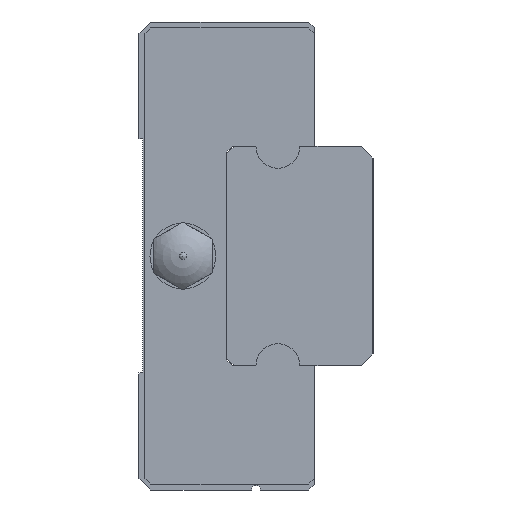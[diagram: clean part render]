
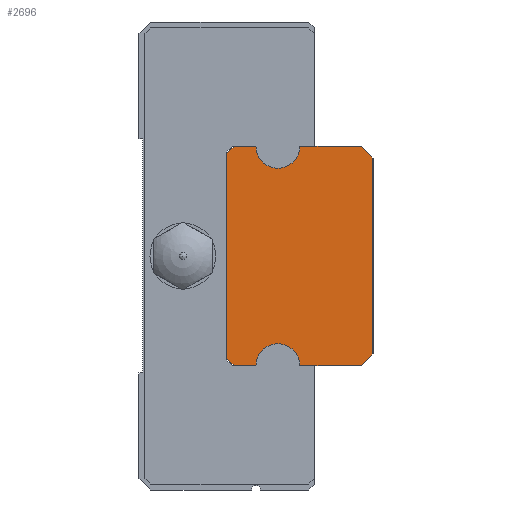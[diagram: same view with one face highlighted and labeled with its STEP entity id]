
A CAD part, left-side view. The second image highlights one B-rep face of the part: STEP entity #2696.
In plain terms, the highlighted face is planar.
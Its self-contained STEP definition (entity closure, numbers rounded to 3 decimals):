
#255 = VECTOR ( 'NONE', #14511, 1000. ) ;
#477 = VECTOR ( 'NONE', #15310, 1000. ) ;
#504 = VECTOR ( 'NONE', #12786, 1000. ) ;
#748 = VECTOR ( 'NONE', #6544, 1000. ) ;
#923 = DIRECTION ( 'NONE',  ( 1., 0., 0. ) ) ;
#926 = CARTESIAN_POINT ( 'NONE',  ( 7.5, 6.5, -15.1 ) ) ;
#960 = DIRECTION ( 'NONE',  ( -1., 0., 0. ) ) ;
#1222 = CARTESIAN_POINT ( 'NONE',  ( 6.7, 0., -15.1 ) ) ;
#1490 = CARTESIAN_POINT ( 'NONE',  ( 7., 10., -15.1 ) ) ;
#1880 = EDGE_LOOP ( 'NONE', ( #7873, #5531, #9638, #10583, #14556, #8616, #7853, #14423, #13897, #7389, #7537, #10691, #11431 ) ) ;
#1945 = DIRECTION ( 'NONE',  ( 0., 0., -1. ) ) ;
#2146 = EDGE_CURVE ( 'NONE', #13242, #7152, #5114, .T. ) ;
#2496 = AXIS2_PLACEMENT_3D ( 'NONE', #5582, #2992, #3153 ) ;
#2581 = DIRECTION ( 'NONE',  ( 0., 1., 0. ) ) ;
#2585 = AXIS2_PLACEMENT_3D ( 'NONE', #10880, #12174, #960 ) ;
#2696 = ADVANCED_FACE ( 'NONE', ( #6988 ), #6837, .F. ) ;
#2792 = EDGE_CURVE ( 'NONE', #15489, #10698, #10934, .T. ) ;
#2796 = LINE ( 'NONE', #11645, #13052 ) ;
#2817 = DIRECTION ( 'NONE',  ( 0.707, -0.707, 0. ) ) ;
#2945 = CARTESIAN_POINT ( 'NONE',  ( 6., 6.5, -15.1 ) ) ;
#2992 = DIRECTION ( 'NONE',  ( 0., 0., -1. ) ) ;
#3153 = DIRECTION ( 'NONE',  ( 0., -1., 0. ) ) ;
#3786 = EDGE_CURVE ( 'NONE', #4929, #8943, #3981, .T. ) ;
#3886 = CARTESIAN_POINT ( 'NONE',  ( 7.5, 0.8, -15.1 ) ) ;
#3981 = LINE ( 'NONE', #8963, #6494 ) ;
#4045 = LINE ( 'NONE', #9030, #5671 ) ;
#4174 = VERTEX_POINT ( 'NONE', #11747 ) ;
#4207 = CARTESIAN_POINT ( 'NONE',  ( -7.75, 9.25, -15.1 ) ) ;
#4693 = DIRECTION ( 'NONE',  ( 0., 0., -1. ) ) ;
#4929 = VERTEX_POINT ( 'NONE', #7015 ) ;
#5114 = CIRCLE ( 'NONE', #6703, 1.5 ) ;
#5176 = CARTESIAN_POINT ( 'NONE',  ( 8., 9., -15.1 ) ) ;
#5479 = EDGE_CURVE ( 'NONE', #6907, #15605, #4045, .T. ) ;
#5531 = ORIENTED_EDGE ( 'NONE', *, *, #9002, .F. ) ;
#5582 = CARTESIAN_POINT ( 'NONE',  ( 1., 0., -15.1 ) ) ;
#5671 = VECTOR ( 'NONE', #2817, 1000. ) ;
#5687 = LINE ( 'NONE', #11924, #255 ) ;
#5830 = DIRECTION ( 'NONE',  ( -1., 0., 0. ) ) ;
#6160 = CARTESIAN_POINT ( 'NONE',  ( 4.25, 10., -15.1 ) ) ;
#6494 = VECTOR ( 'NONE', #13938, 1000. ) ;
#6544 = DIRECTION ( 'NONE',  ( 0.707, 0.707, 0. ) ) ;
#6624 = CARTESIAN_POINT ( 'NONE',  ( 5.675, -1.025, -15.1 ) ) ;
#6648 = CARTESIAN_POINT ( 'NONE',  ( 7.5, 8., -15.1 ) ) ;
#6703 = AXIS2_PLACEMENT_3D ( 'NONE', #13173, #1945, #12110 ) ;
#6779 = EDGE_CURVE ( 'NONE', #15489, #8943, #8930, .T. ) ;
#6837 = PLANE ( 'NONE',  #2496 ) ;
#6907 = VERTEX_POINT ( 'NONE', #13260 ) ;
#6988 = FACE_OUTER_BOUND ( 'NONE', #1880, .T. ) ;
#7015 = CARTESIAN_POINT ( 'NONE',  ( -7.5, 8., -15.1 ) ) ;
#7029 = CIRCLE ( 'NONE', #2585, 1.5 ) ;
#7152 = VERTEX_POINT ( 'NONE', #2945 ) ;
#7389 = ORIENTED_EDGE ( 'NONE', *, *, #6779, .T. ) ;
#7537 = ORIENTED_EDGE ( 'NONE', *, *, #3786, .F. ) ;
#7641 = EDGE_CURVE ( 'NONE', #13242, #8596, #2796, .T. ) ;
#7758 = LINE ( 'NONE', #15521, #504 ) ;
#7853 = ORIENTED_EDGE ( 'NONE', *, *, #12605, .F. ) ;
#7873 = ORIENTED_EDGE ( 'NONE', *, *, #5479, .T. ) ;
#7960 = EDGE_CURVE ( 'NONE', #11027, #8596, #12941, .T. ) ;
#8078 = EDGE_CURVE ( 'NONE', #4929, #11762, #7029, .T. ) ;
#8596 = VERTEX_POINT ( 'NONE', #3886 ) ;
#8616 = ORIENTED_EDGE ( 'NONE', *, *, #13878, .T. ) ;
#8651 = EDGE_CURVE ( 'NONE', #4174, #10698, #9035, .T. ) ;
#8664 = CARTESIAN_POINT ( 'NONE',  ( -7., 10., -15.1 ) ) ;
#8930 = LINE ( 'NONE', #4207, #477 ) ;
#8943 = VERTEX_POINT ( 'NONE', #10927 ) ;
#8963 = CARTESIAN_POINT ( 'NONE',  ( -7.5, 5., -15.1 ) ) ;
#9002 = EDGE_CURVE ( 'NONE', #11027, #15605, #7758, .T. ) ;
#9030 = CARTESIAN_POINT ( 'NONE',  ( -4.775, -1.925, -15.1 ) ) ;
#9035 = LINE ( 'NONE', #5176, #13573 ) ;
#9054 = LINE ( 'NONE', #14036, #11203 ) ;
#9192 = DIRECTION ( 'NONE',  ( 0., -1., 0. ) ) ;
#9638 = ORIENTED_EDGE ( 'NONE', *, *, #7960, .T. ) ;
#10105 = VERTEX_POINT ( 'NONE', #6648 ) ;
#10583 = ORIENTED_EDGE ( 'NONE', *, *, #7641, .F. ) ;
#10654 = AXIS2_PLACEMENT_3D ( 'NONE', #926, #4693, #5830 ) ;
#10691 = ORIENTED_EDGE ( 'NONE', *, *, #8078, .T. ) ;
#10698 = VERTEX_POINT ( 'NONE', #1490 ) ;
#10880 = CARTESIAN_POINT ( 'NONE',  ( -7.5, 6.5, -15.1 ) ) ;
#10927 = CARTESIAN_POINT ( 'NONE',  ( -7.5, 9.5, -15.1 ) ) ;
#10934 = LINE ( 'NONE', #6160, #11404 ) ;
#11027 = VERTEX_POINT ( 'NONE', #1222 ) ;
#11203 = VECTOR ( 'NONE', #2581, 1000. ) ;
#11404 = VECTOR ( 'NONE', #923, 1000. ) ;
#11424 = DIRECTION ( 'NONE',  ( -0.707, 0.707, 0. ) ) ;
#11431 = ORIENTED_EDGE ( 'NONE', *, *, #14643, .F. ) ;
#11645 = CARTESIAN_POINT ( 'NONE',  ( 7.5, 0., -15.1 ) ) ;
#11747 = CARTESIAN_POINT ( 'NONE',  ( 7.5, 9.5, -15.1 ) ) ;
#11762 = VERTEX_POINT ( 'NONE', #13520 ) ;
#11924 = CARTESIAN_POINT ( 'NONE',  ( 7.5, 4., -15.1 ) ) ;
#12110 = DIRECTION ( 'NONE',  ( -1., 0., 0. ) ) ;
#12174 = DIRECTION ( 'NONE',  ( 0., 0., -1. ) ) ;
#12605 = EDGE_CURVE ( 'NONE', #4174, #10105, #5687, .T. ) ;
#12786 = DIRECTION ( 'NONE',  ( -1., 0., 0. ) ) ;
#12941 = LINE ( 'NONE', #6624, #748 ) ;
#13052 = VECTOR ( 'NONE', #9192, 1000. ) ;
#13173 = CARTESIAN_POINT ( 'NONE',  ( 7.5, 6.5, -15.1 ) ) ;
#13242 = VERTEX_POINT ( 'NONE', #16009 ) ;
#13260 = CARTESIAN_POINT ( 'NONE',  ( -7.5, 0.8, -15.1 ) ) ;
#13520 = CARTESIAN_POINT ( 'NONE',  ( -7.5, 5., -15.1 ) ) ;
#13573 = VECTOR ( 'NONE', #11424, 1000. ) ;
#13878 = EDGE_CURVE ( 'NONE', #7152, #10105, #15831, .T. ) ;
#13897 = ORIENTED_EDGE ( 'NONE', *, *, #2792, .F. ) ;
#13938 = DIRECTION ( 'NONE',  ( 0., 1., 0. ) ) ;
#14036 = CARTESIAN_POINT ( 'NONE',  ( -7.5, 2.5, -15.1 ) ) ;
#14370 = CARTESIAN_POINT ( 'NONE',  ( -6.7, 0., -15.1 ) ) ;
#14423 = ORIENTED_EDGE ( 'NONE', *, *, #8651, .T. ) ;
#14511 = DIRECTION ( 'NONE',  ( 0., -1., 0. ) ) ;
#14556 = ORIENTED_EDGE ( 'NONE', *, *, #2146, .T. ) ;
#14643 = EDGE_CURVE ( 'NONE', #6907, #11762, #9054, .T. ) ;
#15310 = DIRECTION ( 'NONE',  ( -0.707, -0.707, 0. ) ) ;
#15489 = VERTEX_POINT ( 'NONE', #8664 ) ;
#15521 = CARTESIAN_POINT ( 'NONE',  ( 1.15, 0., -15.1 ) ) ;
#15605 = VERTEX_POINT ( 'NONE', #14370 ) ;
#15831 = CIRCLE ( 'NONE', #10654, 1.5 ) ;
#16009 = CARTESIAN_POINT ( 'NONE',  ( 7.5, 5., -15.1 ) ) ;
